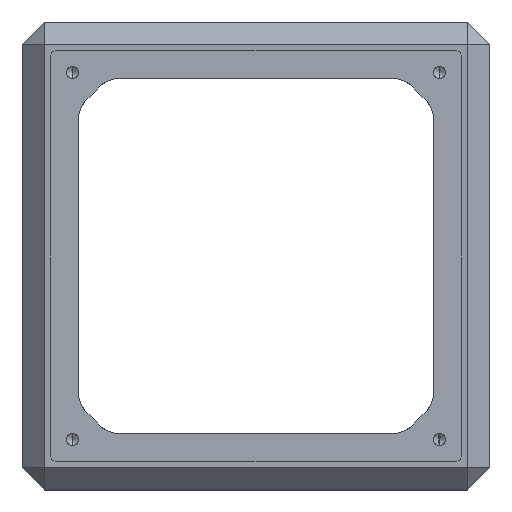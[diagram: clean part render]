
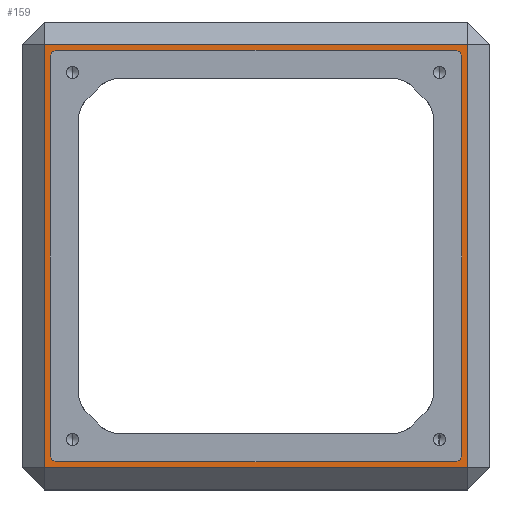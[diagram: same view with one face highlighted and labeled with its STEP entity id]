
A CAD part, left-side view. The second image highlights one B-rep face of the part: STEP entity #159.
In plain terms, the highlighted planar face has unit normal (-1, 0, 0).
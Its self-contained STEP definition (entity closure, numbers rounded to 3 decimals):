
#8 = VECTOR ( 'NONE', #1616, 1000. ) ;
#22 = CARTESIAN_POINT ( 'NONE',  ( -62.5, 9.5, -53. ) ) ;
#108 = CARTESIAN_POINT ( 'NONE',  ( -62.5, 119., -62.5 ) ) ;
#119 = VERTEX_POINT ( 'NONE', #2112 ) ;
#159 = ADVANCED_FACE ( 'NONE', ( #7399, #2209 ), #8304, .F. ) ;
#202 = EDGE_CURVE ( 'NONE', #8319, #4967, #813, .T. ) ;
#275 = VERTEX_POINT ( 'NONE', #6932 ) ;
#340 = EDGE_CURVE ( 'NONE', #842, #9162, #8504, .T. ) ;
#348 = EDGE_CURVE ( 'NONE', #842, #119, #1197, .T. ) ;
#404 = ORIENTED_EDGE ( 'NONE', *, *, #3167, .T. ) ;
#496 = DIRECTION ( 'NONE',  ( 0., -1., 0. ) ) ;
#500 = VECTOR ( 'NONE', #7137, 1000. ) ;
#514 = DIRECTION ( 'NONE',  ( 0., 0., -1. ) ) ;
#692 = EDGE_CURVE ( 'NONE', #275, #2125, #6855, .T. ) ;
#766 = DIRECTION ( 'NONE',  ( 0., 0., 1. ) ) ;
#813 = LINE ( 'NONE', #108, #4768 ) ;
#842 = VERTEX_POINT ( 'NONE', #2126 ) ;
#846 = VECTOR ( 'NONE', #4035, 1000. ) ;
#871 = LINE ( 'NONE', #8623, #500 ) ;
#891 = AXIS2_PLACEMENT_3D ( 'NONE', #1088, #5684, #7411 ) ;
#1007 = LINE ( 'NONE', #3934, #8 ) ;
#1088 = CARTESIAN_POINT ( 'NONE',  ( -62.5, 115.5, 53. ) ) ;
#1118 = ORIENTED_EDGE ( 'NONE', *, *, #10011, .T. ) ;
#1197 = LINE ( 'NONE', #5843, #1848 ) ;
#1259 = EDGE_CURVE ( 'NONE', #275, #9162, #9941, .T. ) ;
#1576 = LINE ( 'NONE', #4652, #6036 ) ;
#1587 = CARTESIAN_POINT ( 'NONE',  ( -62.5, 117.5, -53. ) ) ;
#1616 = DIRECTION ( 'NONE',  ( 0., 1., 0. ) ) ;
#1848 = VECTOR ( 'NONE', #496, 1000. ) ;
#2007 = ORIENTED_EDGE ( 'NONE', *, *, #692, .T. ) ;
#2015 = ORIENTED_EDGE ( 'NONE', *, *, #202, .T. ) ;
#2112 = CARTESIAN_POINT ( 'NONE',  ( -62.5, 9.5, -55. ) ) ;
#2125 = VERTEX_POINT ( 'NONE', #7472 ) ;
#2126 = CARTESIAN_POINT ( 'NONE',  ( -62.5, 115.5, -55. ) ) ;
#2209 = FACE_BOUND ( 'NONE', #6394, .T. ) ;
#2522 = VERTEX_POINT ( 'NONE', #8516 ) ;
#2575 = CARTESIAN_POINT ( 'NONE',  ( -62.5, 6., -56.5 ) ) ;
#2653 = AXIS2_PLACEMENT_3D ( 'NONE', #2870, #8204, #514 ) ;
#2827 = VERTEX_POINT ( 'NONE', #3618 ) ;
#2870 = CARTESIAN_POINT ( 'NONE',  ( -62.5, 125., -62.5 ) ) ;
#2925 = CARTESIAN_POINT ( 'NONE',  ( -62.5, 117.5, -55. ) ) ;
#3167 = EDGE_CURVE ( 'NONE', #8517, #5736, #3675, .T. ) ;
#3409 = DIRECTION ( 'NONE',  ( 1., 0., 0. ) ) ;
#3510 = CARTESIAN_POINT ( 'NONE',  ( -62.5, 9.5, 53. ) ) ;
#3618 = CARTESIAN_POINT ( 'NONE',  ( -62.5, 7.5, -53. ) ) ;
#3674 = CARTESIAN_POINT ( 'NONE',  ( -62.5, 9.5, 55. ) ) ;
#3675 = CIRCLE ( 'NONE', #6282, 2. ) ;
#3913 = VERTEX_POINT ( 'NONE', #2575 ) ;
#3934 = CARTESIAN_POINT ( 'NONE',  ( -62.5, 117.5, 55. ) ) ;
#4035 = DIRECTION ( 'NONE',  ( 0., 1., 0. ) ) ;
#4225 = DIRECTION ( 'NONE',  ( 1., 0., 0. ) ) ;
#4288 = VECTOR ( 'NONE', #5108, 1000. ) ;
#4351 = CIRCLE ( 'NONE', #7597, 2. ) ;
#4412 = ORIENTED_EDGE ( 'NONE', *, *, #7381, .F. ) ;
#4652 = CARTESIAN_POINT ( 'NONE',  ( -62.5, 7.5, -55. ) ) ;
#4768 = VECTOR ( 'NONE', #7649, 1000. ) ;
#4784 = ORIENTED_EDGE ( 'NONE', *, *, #6520, .T. ) ;
#4967 = VERTEX_POINT ( 'NONE', #7000 ) ;
#5108 = DIRECTION ( 'NONE',  ( 0., 0., -1. ) ) ;
#5177 = ORIENTED_EDGE ( 'NONE', *, *, #7071, .T. ) ;
#5276 = DIRECTION ( 'NONE',  ( 1., 0., 0. ) ) ;
#5337 = ORIENTED_EDGE ( 'NONE', *, *, #5758, .F. ) ;
#5684 = DIRECTION ( 'NONE',  ( 1., 0., 0. ) ) ;
#5736 = VERTEX_POINT ( 'NONE', #9896 ) ;
#5758 = EDGE_CURVE ( 'NONE', #2827, #5736, #1576, .T. ) ;
#5761 = LINE ( 'NONE', #8102, #7952 ) ;
#5843 = CARTESIAN_POINT ( 'NONE',  ( -62.5, 117.5, -55. ) ) ;
#5875 = ORIENTED_EDGE ( 'NONE', *, *, #1259, .F. ) ;
#5895 = CARTESIAN_POINT ( 'NONE',  ( -62.5, 115.5, -53. ) ) ;
#5944 = DIRECTION ( 'NONE',  ( 0., 0., -1. ) ) ;
#6036 = VECTOR ( 'NONE', #766, 1000. ) ;
#6091 = DIRECTION ( 'NONE',  ( 0., 0., -1. ) ) ;
#6282 = AXIS2_PLACEMENT_3D ( 'NONE', #3510, #4225, #8091 ) ;
#6394 = EDGE_LOOP ( 'NONE', ( #5337, #4784, #8230, #9261, #5875, #2007, #4412, #404 ) ) ;
#6520 = EDGE_CURVE ( 'NONE', #2827, #119, #4351, .T. ) ;
#6716 = AXIS2_PLACEMENT_3D ( 'NONE', #5895, #3409, #5944 ) ;
#6855 = CIRCLE ( 'NONE', #891, 2. ) ;
#6932 = CARTESIAN_POINT ( 'NONE',  ( -62.5, 117.5, 53. ) ) ;
#6934 = EDGE_LOOP ( 'NONE', ( #2015, #8640, #5177, #1118 ) ) ;
#7000 = CARTESIAN_POINT ( 'NONE',  ( -62.5, 119., -56.5 ) ) ;
#7071 = EDGE_CURVE ( 'NONE', #3913, #2522, #871, .T. ) ;
#7075 = LINE ( 'NONE', #7746, #846 ) ;
#7137 = DIRECTION ( 'NONE',  ( 0., 0., 1. ) ) ;
#7381 = EDGE_CURVE ( 'NONE', #8517, #2125, #1007, .T. ) ;
#7399 = FACE_OUTER_BOUND ( 'NONE', #6934, .T. ) ;
#7411 = DIRECTION ( 'NONE',  ( 0., 0., -1. ) ) ;
#7472 = CARTESIAN_POINT ( 'NONE',  ( -62.5, 115.5, 55. ) ) ;
#7597 = AXIS2_PLACEMENT_3D ( 'NONE', #22, #5276, #6091 ) ;
#7649 = DIRECTION ( 'NONE',  ( 0., 0., -1. ) ) ;
#7746 = CARTESIAN_POINT ( 'NONE',  ( -62.5, 125., 56.5 ) ) ;
#7952 = VECTOR ( 'NONE', #8880, 1000. ) ;
#8091 = DIRECTION ( 'NONE',  ( 0., 0., -1. ) ) ;
#8102 = CARTESIAN_POINT ( 'NONE',  ( -62.5, 125., -56.5 ) ) ;
#8204 = DIRECTION ( 'NONE',  ( 1., 0., 0. ) ) ;
#8230 = ORIENTED_EDGE ( 'NONE', *, *, #348, .F. ) ;
#8304 = PLANE ( 'NONE',  #2653 ) ;
#8319 = VERTEX_POINT ( 'NONE', #9690 ) ;
#8504 = CIRCLE ( 'NONE', #6716, 2. ) ;
#8516 = CARTESIAN_POINT ( 'NONE',  ( -62.5, 6., 56.5 ) ) ;
#8517 = VERTEX_POINT ( 'NONE', #3674 ) ;
#8623 = CARTESIAN_POINT ( 'NONE',  ( -62.5, 6., -62.5 ) ) ;
#8640 = ORIENTED_EDGE ( 'NONE', *, *, #9685, .T. ) ;
#8880 = DIRECTION ( 'NONE',  ( 0., -1., 0. ) ) ;
#9162 = VERTEX_POINT ( 'NONE', #1587 ) ;
#9261 = ORIENTED_EDGE ( 'NONE', *, *, #340, .T. ) ;
#9685 = EDGE_CURVE ( 'NONE', #4967, #3913, #5761, .T. ) ;
#9690 = CARTESIAN_POINT ( 'NONE',  ( -62.5, 119., 56.5 ) ) ;
#9896 = CARTESIAN_POINT ( 'NONE',  ( -62.5, 7.5, 53. ) ) ;
#9941 = LINE ( 'NONE', #2925, #4288 ) ;
#10011 = EDGE_CURVE ( 'NONE', #2522, #8319, #7075, .T. ) ;
